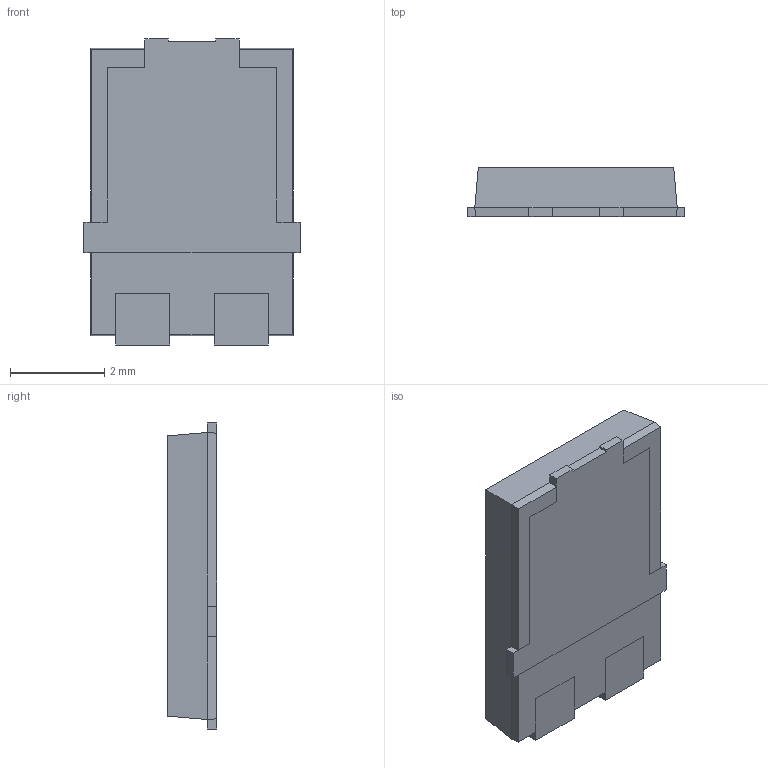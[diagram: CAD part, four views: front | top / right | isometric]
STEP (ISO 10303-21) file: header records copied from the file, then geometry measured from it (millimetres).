
FILE_DESCRIPTION (( 'STEP AP214' ), '1' );
FILE_NAME ('Part6.STEP', '2018-09-13T06:31:06', ( '' ), ( '' ), 'SwSTEP 2.0', 'SolidWorks 2017', '' );
FILE_SCHEMA (( 'AUTOMOTIVE_DESIGN' ));
Length unit declared in the file: millimetre
Products named in the file (2): Part6
Bounding box: 4.6 x 1.05 x 6.5 mm (x, y, z)
Volume: 27.1 mm3; surface area: 74.7 mm2
Topology: 1 solids, 1 shells, 44 faces, 112 edges, 70 vertices
Faces by surface type: plane 44
Entity records: 1520 total; most frequent: CARTESIAN_POINT 228, ORIENTED_EDGE 224, DIRECTION 204, LINE 112, EDGE_CURVE 112, VECTOR 112, VERTEX_POINT 70, AXIS2_PLACEMENT_3D 46
